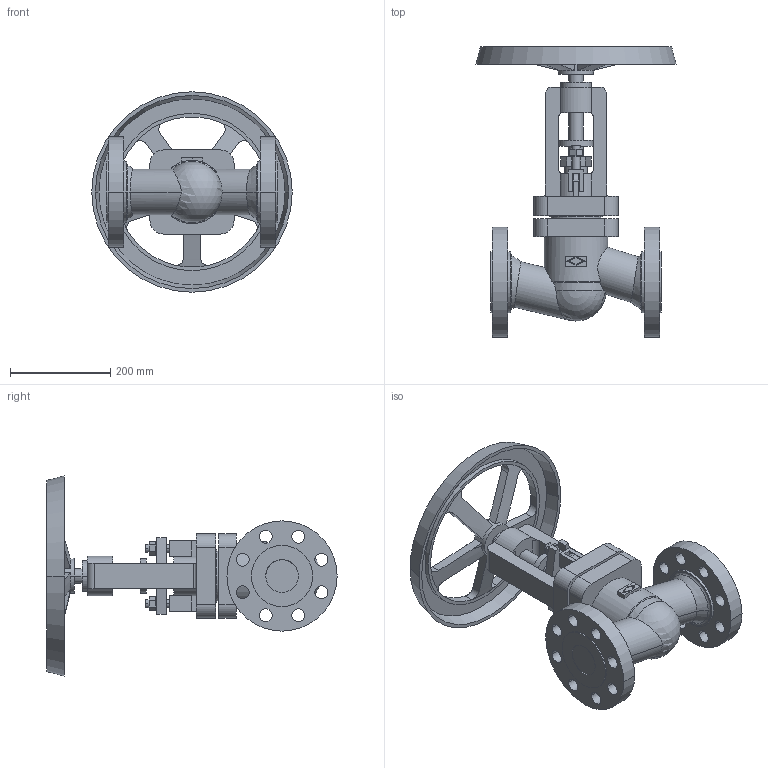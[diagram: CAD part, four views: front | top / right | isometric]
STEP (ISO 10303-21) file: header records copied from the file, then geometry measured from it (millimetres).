
FILE_DESCRIPTION( ( '' ), '1' );
FILE_NAME( 'c000006136.stp', '2016-02-26T12:04:12', ( '' ), ( '' ), ' ', ' ', ' ' );
FILE_SCHEMA( ( 'CONFIG_CONTROL_DESIGN' ) );
Length unit declared in the file: millimetre
Products named in the file (2): 1; 2
Bounding box: 400 x 579.5 x 400 mm (x, y, z)
Volume: 9856706 mm3; surface area: 865355.9 mm2
Topology: 2 solids, 2 shells, 302 faces, 788 edges, 516 vertices
Faces by surface type: plane 138, cylinder 135, cone 24, torus 4, sphere 1
Entity records: 10580 total; most frequent: CARTESIAN_POINT 2834, DIRECTION 1636, ORIENTED_EDGE 1572, EDGE_CURVE 786, AXIS2_PLACEMENT_3D 610, VERTEX_POINT 516, LINE 416, VECTOR 416
